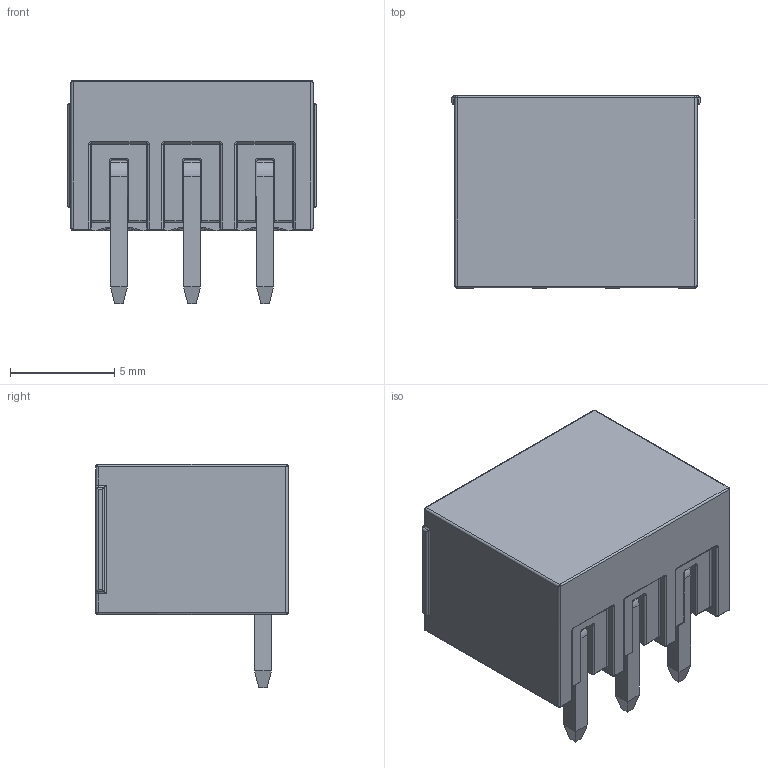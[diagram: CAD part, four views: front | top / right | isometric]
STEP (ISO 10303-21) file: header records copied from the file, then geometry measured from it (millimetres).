
FILE_DESCRIPTION(/* description */ (''),/* implementation_level */ '2;1');
FILE_NAME(/* name */ 'Wurth - 691322110003.step',/* time_stamp */ '2020-07-14T22:12:36+01:00',/* author */ (''),/* organization */ (''),/* preprocessor_version */ 'ST-DEVELOPER v18.1',/* originating_system */ 'Autodesk Translation Framework v9.3.0.1241',/* authorisation */ '');
FILE_SCHEMA (('AUTOMOTIVE_DESIGN { 1 0 10303 214 3 1 1 }'));
Length unit declared in the file: millimetre
Products named in the file (1): Wurth - 691322110003
Bounding box: 11.9 x 9.2 x 10.7 mm (x, y, z)
Volume: 388 mm3; surface area: 1132.3 mm2
Topology: 1 solids, 1 shells, 726 faces, 1650 edges, 927 vertices
Faces by surface type: cylinder 319, plane 173, torus 108, sphere 66, bspline 60
Full cylindrical faces by diameter (mm): 1.8 x3
Entity records: 23349 total; most frequent: CARTESIAN_POINT 7096, DIRECTION 3561, ORIENTED_EDGE 3284, EDGE_CURVE 1642, AXIS2_PLACEMENT_3D 1394, VERTEX_POINT 927, LINE 773, VECTOR 773
